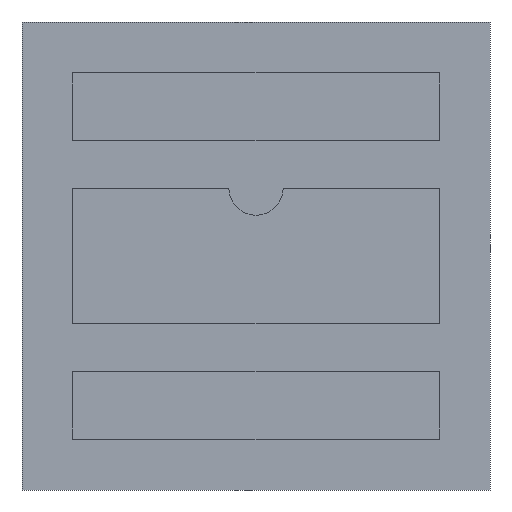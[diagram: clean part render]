
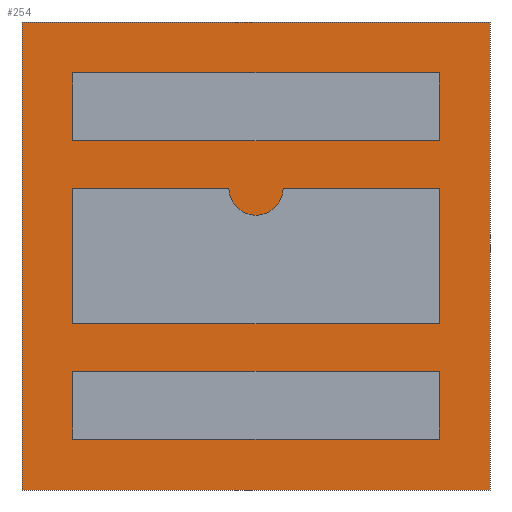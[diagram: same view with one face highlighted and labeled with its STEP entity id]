
A CAD part, front view. The second image highlights one B-rep face of the part: STEP entity #254.
In plain terms, the highlighted planar face has unit normal (0, -1, 0).
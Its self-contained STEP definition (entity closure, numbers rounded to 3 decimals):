
#6 = CARTESIAN_POINT ( 'NONE',  ( -1.725, 0.04, 1.725 ) ) ;
#9 = LINE ( 'NONE', #851, #159 ) ;
#56 = VECTOR ( 'NONE', #742, 1000. ) ;
#65 = VECTOR ( 'NONE', #811, 1000. ) ;
#68 = LINE ( 'NONE', #522, #826 ) ;
#89 = EDGE_LOOP ( 'NONE', ( #454, #894, #333, #925 ) ) ;
#114 = DIRECTION ( 'NONE',  ( 0., 0., -1. ) ) ;
#141 = EDGE_CURVE ( 'NONE', #365, #1039, #68, .T. ) ;
#159 = VECTOR ( 'NONE', #114, 1000. ) ;
#207 = FACE_OUTER_BOUND ( 'NONE', #89, .T. ) ;
#208 = DIRECTION ( 'NONE',  ( 0., -1., 0. ) ) ;
#254 = ADVANCED_FACE ( 'NONE', ( #207 ), #1014, .T. ) ;
#313 = LINE ( 'NONE', #6, #65 ) ;
#321 = VERTEX_POINT ( 'NONE', #1028 ) ;
#333 = ORIENTED_EDGE ( 'NONE', *, *, #141, .F. ) ;
#342 = LINE ( 'NONE', #977, #56 ) ;
#352 = VERTEX_POINT ( 'NONE', #749 ) ;
#365 = VERTEX_POINT ( 'NONE', #903 ) ;
#454 = ORIENTED_EDGE ( 'NONE', *, *, #942, .F. ) ;
#522 = CARTESIAN_POINT ( 'NONE',  ( -1.725, 0.04, 1.725 ) ) ;
#590 = EDGE_CURVE ( 'NONE', #1039, #321, #313, .T. ) ;
#742 = DIRECTION ( 'NONE',  ( -1., 0., 0. ) ) ;
#749 = CARTESIAN_POINT ( 'NONE',  ( 1.725, 0.04, -1.725 ) ) ;
#811 = DIRECTION ( 'NONE',  ( 1., 0., 0. ) ) ;
#826 = VECTOR ( 'NONE', #909, 1000. ) ;
#841 = CARTESIAN_POINT ( 'NONE',  ( 0., 0.04, 0. ) ) ;
#849 = EDGE_CURVE ( 'NONE', #352, #365, #342, .T. ) ;
#851 = CARTESIAN_POINT ( 'NONE',  ( 1.725, 0.04, 1.725 ) ) ;
#879 = CARTESIAN_POINT ( 'NONE',  ( -1.725, 0.04, 1.725 ) ) ;
#894 = ORIENTED_EDGE ( 'NONE', *, *, #590, .F. ) ;
#903 = CARTESIAN_POINT ( 'NONE',  ( -1.725, 0.04, -1.725 ) ) ;
#909 = DIRECTION ( 'NONE',  ( 0., 0., 1. ) ) ;
#925 = ORIENTED_EDGE ( 'NONE', *, *, #849, .F. ) ;
#942 = EDGE_CURVE ( 'NONE', #321, #352, #9, .T. ) ;
#977 = CARTESIAN_POINT ( 'NONE',  ( -1.725, 0.04, -1.725 ) ) ;
#1014 = PLANE ( 'NONE',  #1034 ) ;
#1025 = DIRECTION ( 'NONE',  ( 0., 0., -1. ) ) ;
#1028 = CARTESIAN_POINT ( 'NONE',  ( 1.725, 0.04, 1.725 ) ) ;
#1034 = AXIS2_PLACEMENT_3D ( 'NONE', #841, #208, #1025 ) ;
#1039 = VERTEX_POINT ( 'NONE', #879 ) ;
